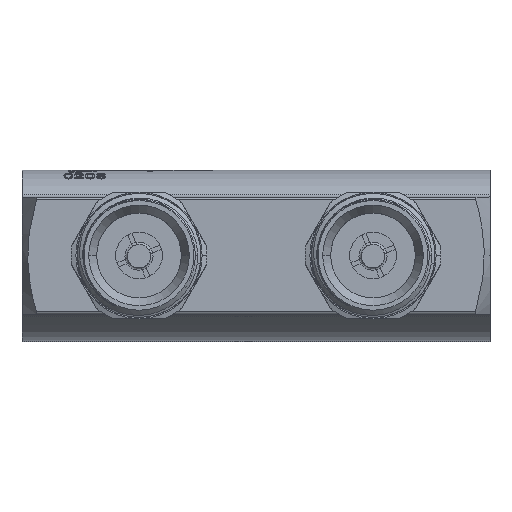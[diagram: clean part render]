
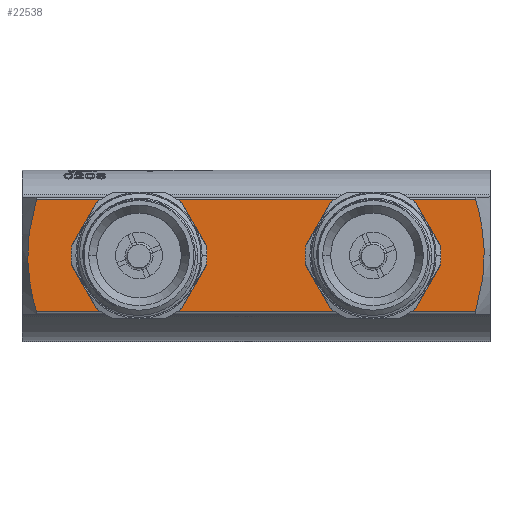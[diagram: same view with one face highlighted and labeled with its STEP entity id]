
A CAD part, top view. The second image highlights one B-rep face of the part: STEP entity #22538.
In plain terms, the highlighted planar face has unit normal (0, 0, 1).
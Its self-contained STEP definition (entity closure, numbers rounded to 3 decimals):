
#14002=CARTESIAN_POINT('',(-46.909,12.,20.5));
#14003=CARTESIAN_POINT('',(-47.22,10.934,20.5));
#14004=CARTESIAN_POINT('',(-47.767,8.843,20.5));
#14005=CARTESIAN_POINT('',(-48.346,5.881,20.5));
#14006=CARTESIAN_POINT('',(-48.706,2.939,20.5));
#14007=CARTESIAN_POINT('',(-48.828,0.001,20.5));
#14008=CARTESIAN_POINT('',(-48.706,-2.938,20.5));
#14009=CARTESIAN_POINT('',(-48.346,-5.882,20.5));
#14010=CARTESIAN_POINT('',(-47.767,-8.842,20.5));
#14011=CARTESIAN_POINT('',(-47.22,-10.934,20.5));
#14012=CARTESIAN_POINT('',(-46.909,-12.,20.5));
#14048=CARTESIAN_POINT('',(46.909,-12.,20.5));
#14049=CARTESIAN_POINT('',(47.22,-10.934,20.5));
#14050=CARTESIAN_POINT('',(47.767,-8.842,20.5));
#14051=CARTESIAN_POINT('',(48.346,-5.882,20.5));
#14052=CARTESIAN_POINT('',(48.706,-2.938,20.5));
#14053=CARTESIAN_POINT('',(48.828,0.001,20.5));
#14054=CARTESIAN_POINT('',(48.706,2.939,20.5));
#14055=CARTESIAN_POINT('',(48.346,5.881,20.5));
#14056=CARTESIAN_POINT('',(47.767,8.843,20.5));
#14057=CARTESIAN_POINT('',(47.22,10.934,20.5));
#14058=CARTESIAN_POINT('',(46.909,12.,20.5));
#15548=CARTESIAN_POINT('',(-25.,0.,20.5));
#15549=DIRECTION('',(0.,0.,1.));
#15550=DIRECTION('',(1.,0.,0.));
#15551=AXIS2_PLACEMENT_3D('',#15548,#15549,#15550);
#15553=CARTESIAN_POINT('',(-25.,0.,20.5));
#15554=DIRECTION('',(0.,0.,1.));
#15555=DIRECTION('',(-1.,0.,0.));
#15556=AXIS2_PLACEMENT_3D('',#15553,#15554,#15555);
#15558=CARTESIAN_POINT('',(25.,0.,20.5));
#15559=DIRECTION('',(0.,0.,1.));
#15560=DIRECTION('',(1.,0.,0.));
#15561=AXIS2_PLACEMENT_3D('',#15558,#15559,#15560);
#15563=CARTESIAN_POINT('',(25.,0.,20.5));
#15564=DIRECTION('',(0.,0.,1.));
#15565=DIRECTION('',(-1.,0.,0.));
#15566=AXIS2_PLACEMENT_3D('',#15563,#15564,#15565);
#15568=CARTESIAN_POINT('',(46.909,-12.,20.5));
#15581=DIRECTION('',(1.,0.,0.));
#15582=VECTOR('',#15581,93.818);
#15583=CARTESIAN_POINT('',(-46.909,-12.,20.5));
#15584=LINE('',#15583,#15582);
#15592=DIRECTION('',(-1.,0.,0.));
#15593=VECTOR('',#15592,93.818);
#15594=CARTESIAN_POINT('',(46.909,12.,20.5));
#15595=LINE('',#15594,#15593);
#15596=CARTESIAN_POINT('',(-46.909,12.,20.5));
#20534=VERTEX_POINT('',#15596);
#20535=VERTEX_POINT('',#14012);
#20545=VERTEX_POINT('',#15568);
#20546=VERTEX_POINT('',#14058);
#20891=CARTESIAN_POINT('',(-13.5,0.,20.5));
#20892=VERTEX_POINT('',#20891);
#20893=CARTESIAN_POINT('',(-36.5,0.,20.5));
#20894=VERTEX_POINT('',#20893);
#20895=CARTESIAN_POINT('',(36.5,0.,20.5));
#20896=CARTESIAN_POINT('',(13.5,0.,20.5));
#20897=VERTEX_POINT('',#20895);
#20898=VERTEX_POINT('',#20896);
#22515=CARTESIAN_POINT('',(-50.,12.5,20.5));
#22516=DIRECTION('',(0.,0.,1.));
#22517=DIRECTION('',(0.,-1.,0.));
#22518=AXIS2_PLACEMENT_3D('',#22515,#22516,#22517);
#22519=PLANE('',#22518);
#22520=ORIENTED_EDGE('',*,*,#21305,.F.);
#22522=ORIENTED_EDGE('',*,*,#22521,.F.);
#22523=ORIENTED_EDGE('',*,*,#21264,.F.);
#22525=ORIENTED_EDGE('',*,*,#22524,.F.);
#22526=EDGE_LOOP('',(#22520,#22522,#22523,#22525));
#22527=FACE_OUTER_BOUND('',#22526,.F.);
#22529=ORIENTED_EDGE('',*,*,#22528,.T.);
#22531=ORIENTED_EDGE('',*,*,#22530,.T.);
#22532=EDGE_LOOP('',(#22529,#22531));
#22533=FACE_BOUND('',#22532,.F.);
#22534=ORIENTED_EDGE('',*,*,#22509,.T.);
#22535=ORIENTED_EDGE('',*,*,#22494,.T.);
#22536=EDGE_LOOP('',(#22534,#22535));
#22537=FACE_BOUND('',#22536,.F.);
#22538=ADVANCED_FACE('',(#22527,#22533,#22537),#22519,.T.);
#14013=B_SPLINE_CURVE_WITH_KNOTS('',3,(#14002,#14003,#14004,#14005,#14006,
#14007,#14008,#14009,#14010,#14011,#14012),.UNSPECIFIED.,.F.,.F.,(4,1,1,1,1,1,1,
1,4),(0.,0.125,0.25,0.375,0.5,0.625,0.75,0.875,1.),
.UNSPECIFIED.);
#14059=B_SPLINE_CURVE_WITH_KNOTS('',3,(#14048,#14049,#14050,#14051,#14052,
#14053,#14054,#14055,#14056,#14057,#14058),.UNSPECIFIED.,.F.,.F.,(4,1,1,1,1,1,1,
1,4),(0.,0.125,0.25,0.375,0.5,0.625,0.75,0.875,1.),
.UNSPECIFIED.);
#15552=CIRCLE('',#15551,11.5);
#15557=CIRCLE('',#15556,11.5);
#15562=CIRCLE('',#15561,11.5);
#15567=CIRCLE('',#15566,11.5);
#21264=EDGE_CURVE('',#20534,#20535,#14013,.T.);
#21305=EDGE_CURVE('',#20545,#20546,#14059,.T.);
#22494=EDGE_CURVE('',#20898,#20897,#15567,.T.);
#22509=EDGE_CURVE('',#20897,#20898,#15562,.T.);
#22521=EDGE_CURVE('',#20535,#20545,#15584,.T.);
#22524=EDGE_CURVE('',#20546,#20534,#15595,.T.);
#22528=EDGE_CURVE('',#20892,#20894,#15552,.T.);
#22530=EDGE_CURVE('',#20894,#20892,#15557,.T.);
